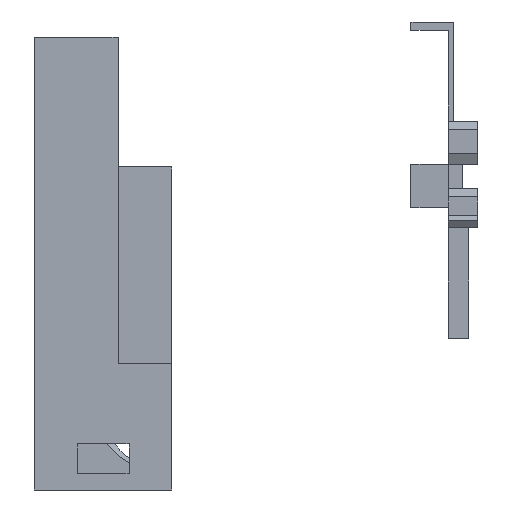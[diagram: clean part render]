
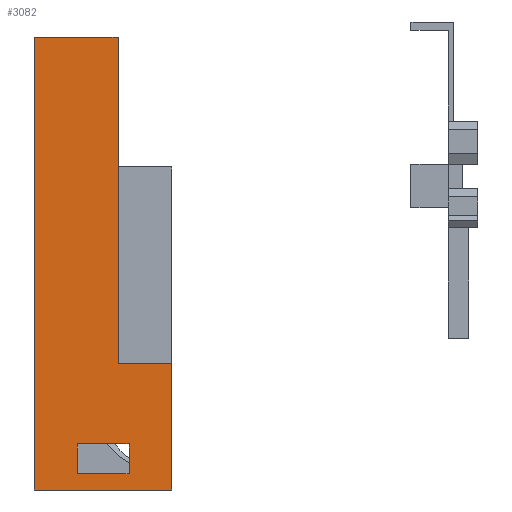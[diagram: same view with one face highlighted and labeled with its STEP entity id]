
A CAD part, front view. The second image highlights one B-rep face of the part: STEP entity #3082.
In plain terms, the highlighted planar face has unit normal (0, -1, 0).
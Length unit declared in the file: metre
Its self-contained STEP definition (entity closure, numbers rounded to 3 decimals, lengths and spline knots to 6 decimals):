
#246=ORIENTED_EDGE('',*,*,#1066,.F.);
#247=ORIENTED_EDGE('',*,*,#1067,.F.);
#248=ORIENTED_EDGE('',*,*,#1068,.T.);
#249=ORIENTED_EDGE('',*,*,#1049,.F.);
#250=ORIENTED_EDGE('',*,*,#1069,.T.);
#251=ORIENTED_EDGE('',*,*,#1018,.T.);
#252=ORIENTED_EDGE('',*,*,#1041,.F.);
#253=ORIENTED_EDGE('',*,*,#1047,.F.);
#254=ORIENTED_EDGE('',*,*,#1070,.F.);
#255=ORIENTED_EDGE('',*,*,#1071,.T.);
#256=ORIENTED_EDGE('',*,*,#1072,.T.);
#257=ORIENTED_EDGE('',*,*,#1073,.F.);
#1018=EDGE_CURVE('',#1445,#1443,#1760,.T.);
#1041=EDGE_CURVE('',#1464,#1443,#1780,.T.);
#1047=EDGE_CURVE('',#1469,#1464,#1786,.T.);
#1049=EDGE_CURVE('',#1471,#1472,#1788,.T.);
#1066=EDGE_CURVE('',#1488,#1469,#1805,.T.);
#1067=EDGE_CURVE('',#1489,#1488,#1806,.T.);
#1068=EDGE_CURVE('',#1489,#1472,#1807,.T.);
#1069=EDGE_CURVE('',#1471,#1445,#1808,.T.);
#1070=EDGE_CURVE('',#1490,#1491,#1809,.T.);
#1071=EDGE_CURVE('',#1490,#1492,#1810,.T.);
#1072=EDGE_CURVE('',#1492,#1493,#1811,.T.);
#1073=EDGE_CURVE('',#1491,#1493,#1812,.T.);
#1443=VERTEX_POINT('',#4369);
#1445=VERTEX_POINT('',#4372);
#1464=VERTEX_POINT('',#4416);
#1469=VERTEX_POINT('',#4428);
#1471=VERTEX_POINT('',#4432);
#1472=VERTEX_POINT('',#4434);
#1488=VERTEX_POINT('',#4469);
#1489=VERTEX_POINT('',#4471);
#1490=VERTEX_POINT('',#4475);
#1491=VERTEX_POINT('',#4476);
#1492=VERTEX_POINT('',#4478);
#1493=VERTEX_POINT('',#4480);
#1760=LINE('',#4371,#2183);
#1780=LINE('',#4417,#2203);
#1786=LINE('',#4430,#2209);
#1788=LINE('',#4433,#2211);
#1805=LINE('',#4468,#2228);
#1806=LINE('',#4470,#2229);
#1807=LINE('',#4472,#2230);
#1808=LINE('',#4473,#2231);
#1809=LINE('',#4474,#2232);
#1810=LINE('',#4477,#2233);
#1811=LINE('',#4479,#2234);
#1812=LINE('',#4481,#2235);
#2183=VECTOR('',#3559,1.);
#2203=VECTOR('',#3591,1.);
#2209=VECTOR('',#3599,1.);
#2211=VECTOR('',#3601,1.);
#2228=VECTOR('',#3622,1.);
#2229=VECTOR('',#3623,1.);
#2230=VECTOR('',#3624,1.);
#2231=VECTOR('',#3625,1.);
#2232=VECTOR('',#3626,1.);
#2233=VECTOR('',#3627,1.);
#2234=VECTOR('',#3628,1.);
#2235=VECTOR('',#3629,1.);
#2576=EDGE_LOOP('',(#246,#247,#248,#249,#250,#251,#252,#253));
#2577=EDGE_LOOP('',(#254,#255,#256,#257));
#2759=FACE_BOUND('',#2576,.T.);
#2760=FACE_BOUND('',#2577,.T.);
#2933=PLANE('',#3285);
#3082=ADVANCED_FACE('',(#2759,#2760),#2933,.T.);
#3285=AXIS2_PLACEMENT_3D('',#4467,#3620,#3621);
#3559=DIRECTION('',(1.,0.,0.));
#3591=DIRECTION('',(0.,0.,-1.));
#3599=DIRECTION('',(1.,0.,0.));
#3601=DIRECTION('',(1.,0.,0.));
#3620=DIRECTION('',(0.,-1.,0.));
#3621=DIRECTION('',(0.,0.,-1.));
#3622=DIRECTION('',(0.,0.,-1.));
#3623=DIRECTION('',(1.,0.,0.));
#3624=DIRECTION('',(0.,0.,-1.));
#3625=DIRECTION('',(0.,0.,-1.));
#3626=DIRECTION('',(0.,0.,-1.));
#3627=DIRECTION('',(1.,0.,0.));
#3628=DIRECTION('',(0.,0.,-1.));
#3629=DIRECTION('',(1.,0.,0.));
#4369=CARTESIAN_POINT('',(0.014503,0.09163,-0.023628));
#4371=CARTESIAN_POINT('',(-0.022581,0.09163,-0.023628));
#4372=CARTESIAN_POINT('',(-0.022581,0.09163,-0.023628));
#4416=CARTESIAN_POINT('',(0.014503,0.09163,0.010372));
#4417=CARTESIAN_POINT('',(0.014503,0.09163,-0.006628));
#4428=CARTESIAN_POINT('',(0.,0.09163,0.010372));
#4430=CARTESIAN_POINT('',(-0.022581,0.09163,0.010372));
#4432=CARTESIAN_POINT('',(-0.022581,0.09163,0.010372));
#4433=CARTESIAN_POINT('',(-0.022581,0.09163,0.010372));
#4434=CARTESIAN_POINT('',(-0.0225,0.09163,0.010372));
#4467=CARTESIAN_POINT('',(-0.0225,0.09163,0.054372));
#4468=CARTESIAN_POINT('',(0.,0.09163,0.054372));
#4469=CARTESIAN_POINT('',(0.,0.09163,0.098372));
#4470=CARTESIAN_POINT('',(-0.0225,0.09163,0.098372));
#4471=CARTESIAN_POINT('',(-0.0225,0.09163,0.098372));
#4472=CARTESIAN_POINT('',(-0.0225,0.09163,0.054372));
#4473=CARTESIAN_POINT('',(-0.022581,0.09163,-0.006628));
#4474=CARTESIAN_POINT('',(-0.011036,0.09163,-0.015215));
#4475=CARTESIAN_POINT('',(-0.011036,0.09163,-0.011215));
#4476=CARTESIAN_POINT('',(-0.011036,0.09163,-0.019215));
#4477=CARTESIAN_POINT('',(-0.004036,0.09163,-0.011215));
#4478=CARTESIAN_POINT('',(0.002964,0.09163,-0.011215));
#4479=CARTESIAN_POINT('',(0.002964,0.09163,-0.015215));
#4480=CARTESIAN_POINT('',(0.002964,0.09163,-0.019215));
#4481=CARTESIAN_POINT('',(-0.004036,0.09163,-0.019215));
